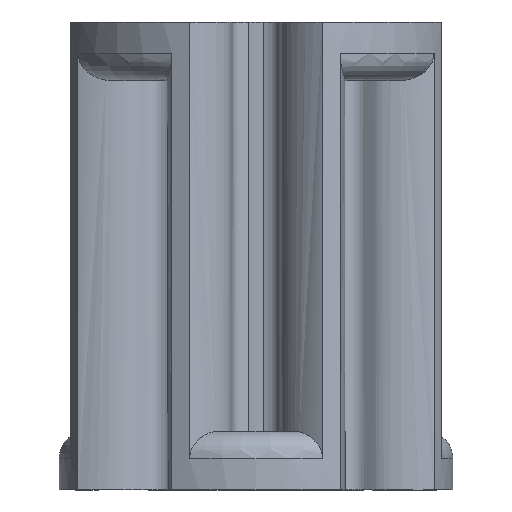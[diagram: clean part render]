
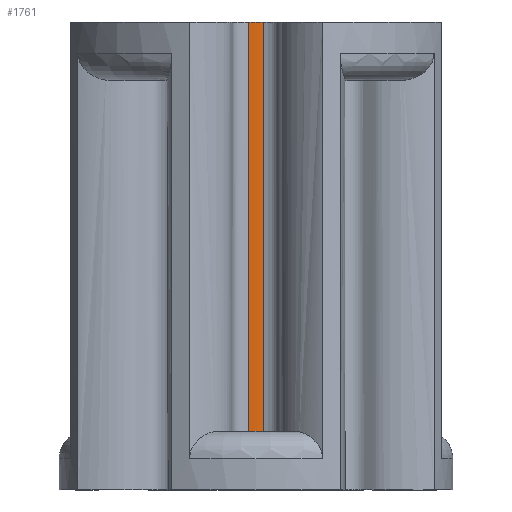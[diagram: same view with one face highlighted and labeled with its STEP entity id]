
A CAD part, front view. The second image highlights one B-rep face of the part: STEP entity #1761.
In plain terms, the highlighted cylindrical face has radius 2.95 mm (diameter 5.9 mm), a partial arc.
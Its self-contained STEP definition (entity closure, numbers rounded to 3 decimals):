
#86 = CARTESIAN_POINT ( 'NONE',  ( 0.189, -2.944, 10.5 ) ) ;
#210 = CARTESIAN_POINT ( 'NONE',  ( -0.189, -2.944, 9. ) ) ;
#230 = ORIENTED_EDGE ( 'NONE', *, *, #1648, .F. ) ;
#460 = ORIENTED_EDGE ( 'NONE', *, *, #3667, .T. ) ;
#490 = CARTESIAN_POINT ( 'NONE',  ( 0., 0., 10.5 ) ) ;
#577 = AXIS2_PLACEMENT_3D ( 'NONE', #1338, #3534, #1652 ) ;
#729 = CARTESIAN_POINT ( 'NONE',  ( 0., 0., 9. ) ) ;
#810 = DIRECTION ( 'NONE',  ( -1., 0., 0. ) ) ;
#1001 = VECTOR ( 'NONE', #1554, 1000. ) ;
#1037 = AXIS2_PLACEMENT_3D ( 'NONE', #729, #3234, #1666 ) ;
#1057 = VERTEX_POINT ( 'NONE', #2502 ) ;
#1090 = VECTOR ( 'NONE', #2127, 1000. ) ;
#1227 = EDGE_LOOP ( 'NONE', ( #230, #3537, #3639, #460 ) ) ;
#1338 = CARTESIAN_POINT ( 'NONE',  ( 0., 0., 0. ) ) ;
#1472 = VERTEX_POINT ( 'NONE', #3152 ) ;
#1554 = DIRECTION ( 'NONE',  ( 0., 0., -1. ) ) ;
#1648 = EDGE_CURVE ( 'NONE', #1472, #2250, #3909, .T. ) ;
#1652 = DIRECTION ( 'NONE',  ( -1., 0., 0. ) ) ;
#1666 = DIRECTION ( 'NONE',  ( 1., 0., 0. ) ) ;
#1761 = ADVANCED_FACE ( 'NONE', ( #2967 ), #2816, .T. ) ;
#1942 = LINE ( 'NONE', #210, #1090 ) ;
#2006 = VERTEX_POINT ( 'NONE', #86 ) ;
#2127 = DIRECTION ( 'NONE',  ( 0., 0., -1. ) ) ;
#2179 = CIRCLE ( 'NONE', #2632, 2.95 ) ;
#2250 = VERTEX_POINT ( 'NONE', #3074 ) ;
#2502 = CARTESIAN_POINT ( 'NONE',  ( -0.189, -2.944, 10.5 ) ) ;
#2632 = AXIS2_PLACEMENT_3D ( 'NONE', #490, #2695, #810 ) ;
#2695 = DIRECTION ( 'NONE',  ( 0., 0., 1. ) ) ;
#2712 = EDGE_CURVE ( 'NONE', #1057, #2006, #2179, .T. ) ;
#2784 = CARTESIAN_POINT ( 'NONE',  ( 0.189, -2.944, 9. ) ) ;
#2816 = CYLINDRICAL_SURFACE ( 'NONE', #1037, 2.95 ) ;
#2967 = FACE_OUTER_BOUND ( 'NONE', #1227, .T. ) ;
#3074 = CARTESIAN_POINT ( 'NONE',  ( -0.189, -2.944, 0. ) ) ;
#3152 = CARTESIAN_POINT ( 'NONE',  ( 0.189, -2.944, 0. ) ) ;
#3234 = DIRECTION ( 'NONE',  ( 0., 0., -1. ) ) ;
#3509 = LINE ( 'NONE', #2784, #1001 ) ;
#3534 = DIRECTION ( 'NONE',  ( 0., 0., -1. ) ) ;
#3537 = ORIENTED_EDGE ( 'NONE', *, *, #3769, .F. ) ;
#3639 = ORIENTED_EDGE ( 'NONE', *, *, #2712, .F. ) ;
#3667 = EDGE_CURVE ( 'NONE', #1057, #2250, #1942, .T. ) ;
#3769 = EDGE_CURVE ( 'NONE', #2006, #1472, #3509, .T. ) ;
#3909 = CIRCLE ( 'NONE', #577, 2.95 ) ;
